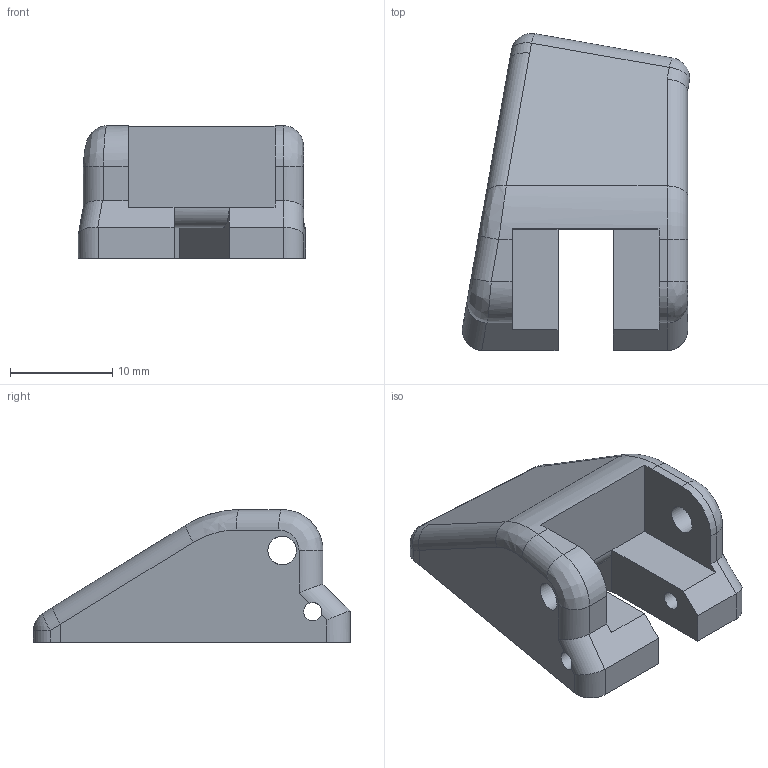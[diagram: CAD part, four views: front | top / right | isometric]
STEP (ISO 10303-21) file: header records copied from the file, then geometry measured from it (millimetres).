
FILE_DESCRIPTION(/* description */ (''),/* implementation_level */ '2;1');
FILE_NAME(/* name */ 'Base.step',/* time_stamp */ '2019-01-12T21:23:52+01:00',/* author */ (''),/* organization */ (''),/* preprocessor_version */ 'ST-DEVELOPER v17.2',/* originating_system */ 'Autodesk Translation Framework v7.6.0.251',/* authorisation */ '');
FILE_SCHEMA (('AUTOMOTIVE_DESIGN { 1 0 10303 214 3 1 1 }'));
Length unit declared in the file: millimetre
Products named in the file (1): Base (2)
Bounding box: 22.28 x 31.08 x 13 mm (x, y, z)
Volume: 3906 mm3; surface area: 2435.4 mm2
Topology: 1 solids, 1 shells, 62 faces, 162 edges, 102 vertices
Faces by surface type: plane 31, cylinder 25, bspline 3, sphere 2, torus 1
Full cylindrical faces by diameter (mm): 1.8 x2, 2 x2, 2.8 x2
Entity records: 2025 total; most frequent: CARTESIAN_POINT 412, DIRECTION 337, ORIENTED_EDGE 324, EDGE_CURVE 162, AXIS2_PLACEMENT_3D 118, VERTEX_POINT 102, LINE 101, VECTOR 101
